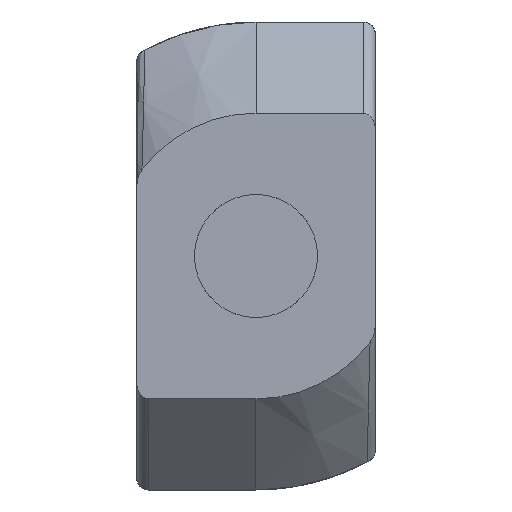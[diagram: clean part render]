
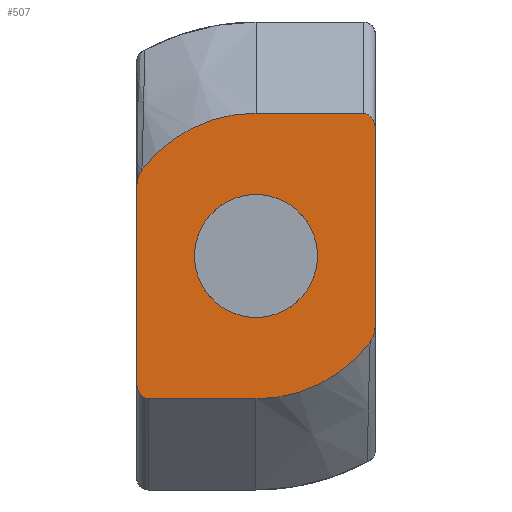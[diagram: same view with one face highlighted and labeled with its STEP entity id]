
A CAD part, front view. The second image highlights one B-rep face of the part: STEP entity #507.
In plain terms, the highlighted face is planar.
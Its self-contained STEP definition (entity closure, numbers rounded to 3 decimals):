
#28 =( BOUNDED_CURVE ( )  B_SPLINE_CURVE ( 3, ( #903, #2376, #1117, #2590 ),
 .UNSPECIFIED., .F., .T. ) 
 B_SPLINE_CURVE_WITH_KNOTS ( ( 4, 4 ),
 ( 1.571, 3.142 ),
 .UNSPECIFIED. ) 
 CURVE ( )  GEOMETRIC_REPRESENTATION_ITEM ( )  RATIONAL_B_SPLINE_CURVE ( ( 1., 0.805, 0.805, 1. ) ) 
 REPRESENTATION_ITEM ( '' )  );
#55 = DIRECTION ( 'NONE',  ( 1., 0., 0. ) ) ;
#57 = DIRECTION ( 'NONE',  ( 1., 0., 0. ) ) ;
#110 = DIRECTION ( 'NONE',  ( 1., 0., 0. ) ) ;
#142 = CARTESIAN_POINT ( 'NONE',  ( -2.649, 4.85, 0. ) ) ;
#207 = VERTEX_POINT ( 'NONE', #2557 ) ;
#225 = CARTESIAN_POINT ( 'NONE',  ( -5.8, -4.643, 0. ) ) ;
#234 = ORIENTED_EDGE ( 'NONE', *, *, #1030, .T. ) ;
#236 = VERTEX_POINT ( 'NONE', #1995 ) ;
#237 = CARTESIAN_POINT ( 'NONE',  ( 2.649, -4.85, 0. ) ) ;
#300 = CARTESIAN_POINT ( 'NONE',  ( -5.093, -4.85, 0. ) ) ;
#312 = CARTESIAN_POINT ( 'NONE',  ( -3.49, 4.632, 0. ) ) ;
#390 = DIRECTION ( 'NONE',  ( 0., -1., 0. ) ) ;
#463 = AXIS2_PLACEMENT_3D ( 'NONE', #1736, #485, #1939 ) ;
#485 = DIRECTION ( 'NONE',  ( 0., 0., -1. ) ) ;
#488 = ORIENTED_EDGE ( 'NONE', *, *, #2687, .T. ) ;
#489 = ORIENTED_EDGE ( 'NONE', *, *, #1743, .T. ) ;
#507 = ADVANCED_FACE ( 'NONE', ( #1978, #944 ), #1292, .F. ) ;
#534 = CARTESIAN_POINT ( 'NONE',  ( -3.229, 4.772, 0. ) ) ;
#559 = VECTOR ( 'NONE', #1774, 1000. ) ;
#580 = EDGE_CURVE ( 'NONE', #600, #207, #811, .T. ) ;
#600 = VERTEX_POINT ( 'NONE', #2136 ) ;
#603 = DIRECTION ( 'NONE',  ( 0., 0., 1. ) ) ;
#605 = EDGE_CURVE ( 'NONE', #2403, #1556, #1854, .T. ) ;
#610 = CARTESIAN_POINT ( 'NONE',  ( 3.229, -4.772, 0. ) ) ;
#613 = CARTESIAN_POINT ( 'NONE',  ( 5.093, 4.85, 0. ) ) ;
#621 = LINE ( 'NONE', #1562, #559 ) ;
#649 = ORIENTED_EDGE ( 'NONE', *, *, #2075, .T. ) ;
#690 = ORIENTED_EDGE ( 'NONE', *, *, #2350, .T. ) ;
#696 = DIRECTION ( 'NONE',  ( 0., 1., 0. ) ) ;
#709 = AXIS2_PLACEMENT_3D ( 'NONE', #1175, #2659, #1394 ) ;
#741 = CARTESIAN_POINT ( 'NONE',  ( -2.796, 4.85, 0. ) ) ;
#803 = AXIS2_PLACEMENT_3D ( 'NONE', #1846, #603, #2054 ) ;
#810 = CARTESIAN_POINT ( 'NONE',  ( 5.8, 0., 0. ) ) ;
#811 = CIRCLE ( 'NONE', #463, 5.8 ) ;
#814 = CARTESIAN_POINT ( 'NONE',  ( 2.796, -4.85, 0. ) ) ;
#903 = CARTESIAN_POINT ( 'NONE',  ( 5.093, 4.85, 0. ) ) ;
#944 = FACE_OUTER_BOUND ( 'NONE', #2123, .T. ) ;
#950 = EDGE_CURVE ( 'NONE', #2403, #236, #2533, .T. ) ;
#1010 = VECTOR ( 'NONE', #696, 1000. ) ;
#1030 = EDGE_CURVE ( 'NONE', #1079, #2398, #2551, .T. ) ;
#1053 = VERTEX_POINT ( 'NONE', #1493 ) ;
#1079 = VERTEX_POINT ( 'NONE', #1919 ) ;
#1087 = VERTEX_POINT ( 'NONE', #2567 ) ;
#1117 = CARTESIAN_POINT ( 'NONE',  ( 5.8, 4.643, 0. ) ) ;
#1124 = EDGE_CURVE ( 'NONE', #2721, #1087, #28, .T. ) ;
#1175 = CARTESIAN_POINT ( 'NONE',  ( 0., 0., 0. ) ) ;
#1188 = VERTEX_POINT ( 'NONE', #142 ) ;
#1246 = ORIENTED_EDGE ( 'NONE', *, *, #605, .F. ) ;
#1264 = CARTESIAN_POINT ( 'NONE',  ( -5.093, -4.85, 0. ) ) ;
#1291 = DIRECTION ( 'NONE',  ( 0., 0., -1. ) ) ;
#1292 = PLANE ( 'NONE',  #2483 ) ;
#1347 = VERTEX_POINT ( 'NONE', #2008 ) ;
#1350 = CARTESIAN_POINT ( 'NONE',  ( -9.5, -4.85, 0. ) ) ;
#1394 = DIRECTION ( 'NONE',  ( 1., 0., 0. ) ) ;
#1434 = CARTESIAN_POINT ( 'NONE',  ( 3.371, -4.722, 0. ) ) ;
#1493 = CARTESIAN_POINT ( 'NONE',  ( 2.5, 0., 0. ) ) ;
#1556 = VERTEX_POINT ( 'NONE', #237 ) ;
#1562 = CARTESIAN_POINT ( 'NONE',  ( -8.169, 4.85, 0. ) ) ;
#1679 = CARTESIAN_POINT ( 'NONE',  ( -5.8, -4.35, 0. ) ) ;
#1697 = ORIENTED_EDGE ( 'NONE', *, *, #2106, .T. ) ;
#1701 = DIRECTION ( 'NONE',  ( 0., 0., 1. ) ) ;
#1707 = ORIENTED_EDGE ( 'NONE', *, *, #950, .T. ) ;
#1736 = CARTESIAN_POINT ( 'NONE',  ( 0., 0., 0. ) ) ;
#1743 = EDGE_CURVE ( 'NONE', #1053, #1347, #1984, .T. ) ;
#1774 = DIRECTION ( 'NONE',  ( -1., 0., 0. ) ) ;
#1778 = CARTESIAN_POINT ( 'NONE',  ( -3.371, 4.722, 0. ) ) ;
#1846 = CARTESIAN_POINT ( 'NONE',  ( 0., 0., 0. ) ) ;
#1854 = LINE ( 'NONE', #1350, #2288 ) ;
#1861 = LINE ( 'NONE', #810, #2356 ) ;
#1867 = ORIENTED_EDGE ( 'NONE', *, *, #1124, .T. ) ;
#1891 = ORIENTED_EDGE ( 'NONE', *, *, #1913, .F. ) ;
#1913 = EDGE_CURVE ( 'NONE', #2721, #1188, #621, .T. ) ;
#1919 = CARTESIAN_POINT ( 'NONE',  ( -5.8, 0., 0. ) ) ;
#1935 = CARTESIAN_POINT ( 'NONE',  ( -5.8, 0., 0. ) ) ;
#1939 = DIRECTION ( 'NONE',  ( 1., 0., 0. ) ) ;
#1978 = FACE_BOUND ( 'NONE', #2436, .T. ) ;
#1979 = LINE ( 'NONE', #1935, #1010 ) ;
#1981 = CARTESIAN_POINT ( 'NONE',  ( -2.943, 4.837, 0. ) ) ;
#1984 = CIRCLE ( 'NONE', #709, 2.5 ) ;
#1995 = CARTESIAN_POINT ( 'NONE',  ( -5.8, -4.35, 0. ) ) ;
#2008 = CARTESIAN_POINT ( 'NONE',  ( -2.5, 0., 0. ) ) ;
#2053 = ORIENTED_EDGE ( 'NONE', *, *, #2449, .T. ) ;
#2054 = DIRECTION ( 'NONE',  ( 1., 0., 0. ) ) ;
#2067 = CARTESIAN_POINT ( 'NONE',  ( 2.943, -4.837, 0. ) ) ;
#2075 = EDGE_CURVE ( 'NONE', #1347, #1053, #2523, .T. ) ;
#2082 = AXIS2_PLACEMENT_3D ( 'NONE', #2550, #1291, #55 ) ;
#2106 = EDGE_CURVE ( 'NONE', #207, #1556, #2717, .T. ) ;
#2123 = EDGE_LOOP ( 'NONE', ( #2164, #1697, #1246, #1707, #690, #234, #2053, #1891, #1867, #488 ) ) ;
#2136 = CARTESIAN_POINT ( 'NONE',  ( 5.8, 0., 0. ) ) ;
#2164 = ORIENTED_EDGE ( 'NONE', *, *, #580, .T. ) ;
#2206 = CARTESIAN_POINT ( 'NONE',  ( -2.649, 4.85, 0. ) ) ;
#2282 = CARTESIAN_POINT ( 'NONE',  ( 2.649, -4.85, 0. ) ) ;
#2288 = VECTOR ( 'NONE', #110, 1000. ) ;
#2350 = EDGE_CURVE ( 'NONE', #236, #1079, #1979, .T. ) ;
#2356 = VECTOR ( 'NONE', #390, 1000. ) ;
#2376 = CARTESIAN_POINT ( 'NONE',  ( 5.507, 4.85, 0. ) ) ;
#2390 = CARTESIAN_POINT ( 'NONE',  ( -3.49, 4.632, 0. ) ) ;
#2398 = VERTEX_POINT ( 'NONE', #2390 ) ;
#2403 = VERTEX_POINT ( 'NONE', #300 ) ;
#2436 = EDGE_LOOP ( 'NONE', ( #489, #649 ) ) ;
#2449 = EDGE_CURVE ( 'NONE', #2398, #1188, #2503, .T. ) ;
#2483 = AXIS2_PLACEMENT_3D ( 'NONE', #2553, #1701, #57 ) ;
#2503 = B_SPLINE_CURVE_WITH_KNOTS ( 'NONE', 3,
 ( #312, #1778, #534, #1981, #741, #2206 ),
 .UNSPECIFIED., .F., .F.,
 ( 4, 2, 4 ),
 ( 0., 0., 0.001 ),
 .UNSPECIFIED. ) ;
#2523 = CIRCLE ( 'NONE', #803, 2.5 ) ;
#2525 = CARTESIAN_POINT ( 'NONE',  ( -5.507, -4.85, 0. ) ) ;
#2533 =( BOUNDED_CURVE ( )  B_SPLINE_CURVE ( 3, ( #1264, #2525, #225, #1679 ),
 .UNSPECIFIED., .F., .T. ) 
 B_SPLINE_CURVE_WITH_KNOTS ( ( 4, 4 ),
 ( 1.571, 3.142 ),
 .UNSPECIFIED. ) 
 CURVE ( )  GEOMETRIC_REPRESENTATION_ITEM ( )  RATIONAL_B_SPLINE_CURVE ( ( 1., 0.805, 0.805, 1. ) ) 
 REPRESENTATION_ITEM ( '' )  );
#2550 = CARTESIAN_POINT ( 'NONE',  ( 0., 0., 0. ) ) ;
#2551 = CIRCLE ( 'NONE', #2082, 5.8 ) ;
#2553 = CARTESIAN_POINT ( 'NONE',  ( 0., 0., 0. ) ) ;
#2557 = CARTESIAN_POINT ( 'NONE',  ( 3.49, -4.632, 0. ) ) ;
#2567 = CARTESIAN_POINT ( 'NONE',  ( 5.8, 4.35, 0. ) ) ;
#2590 = CARTESIAN_POINT ( 'NONE',  ( 5.8, 4.35, 0. ) ) ;
#2659 = DIRECTION ( 'NONE',  ( 0., 0., 1. ) ) ;
#2687 = EDGE_CURVE ( 'NONE', #1087, #600, #1861, .T. ) ;
#2712 = CARTESIAN_POINT ( 'NONE',  ( 3.49, -4.632, 0. ) ) ;
#2717 = B_SPLINE_CURVE_WITH_KNOTS ( 'NONE', 3,
 ( #2712, #1434, #610, #2067, #814, #2282 ),
 .UNSPECIFIED., .F., .F.,
 ( 4, 2, 4 ),
 ( 0., 0., 0.001 ),
 .UNSPECIFIED. ) ;
#2721 = VERTEX_POINT ( 'NONE', #613 ) ;
